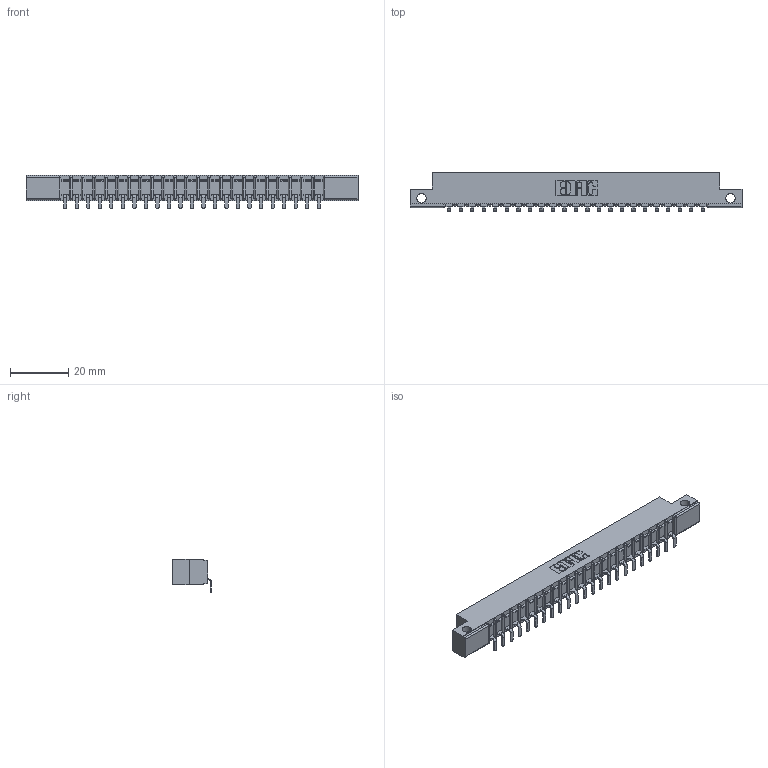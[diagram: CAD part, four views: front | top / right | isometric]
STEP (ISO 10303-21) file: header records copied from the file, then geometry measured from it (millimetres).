
FILE_DESCRIPTION (( 'STEP AP203' ), '1' );
FILE_NAME ('307-023-453-112.STEP', '2020-09-27T09:20:23', ( '' ), ( '' ), 'SwSTEP 2.0', 'SolidWorks 2020', '' );
FILE_SCHEMA (( 'CONFIG_CONTROL_DESIGN' ));
Length unit declared in the file: inch
Products named in the file (3): 307 Part_.128 Dia Side Mounting Holes; 307-023-453-112; 307-290-002_553
Assembly tree (24 placements, depth 2):
  307-023-453-112
    307 Part_.128 Dia Side Mounting Holes
    307-290-002_553  x23
Bounding box: 114.15 x 13.32 x 11.51 mm (x, y, z)
Volume: 7460.3 mm3; surface area: 13494.1 mm2
Topology: 24 solids, 24 shells, 1936 faces, 5935 edges, 3890 vertices
Faces by surface type: plane 1151, cylinder 737, sphere 48
Entity records: 22916 total; most frequent: CARTESIAN_POINT 3864, ORIENTED_EDGE 3854, DIRECTION 3763, EDGE_CURVE 1927, VECTOR 1465, LINE 1465, VERTEX_POINT 1250, AXIS2_PLACEMENT_3D 1149
